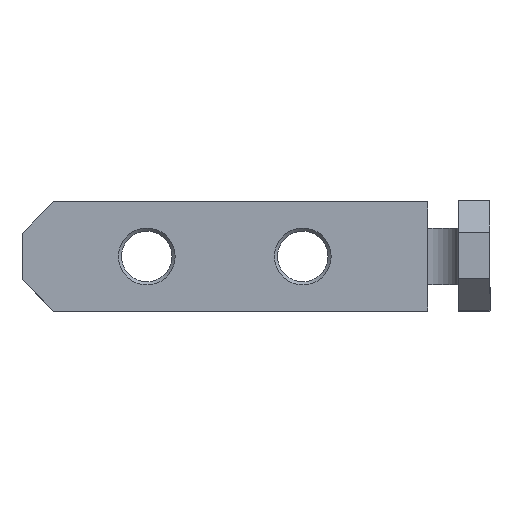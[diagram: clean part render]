
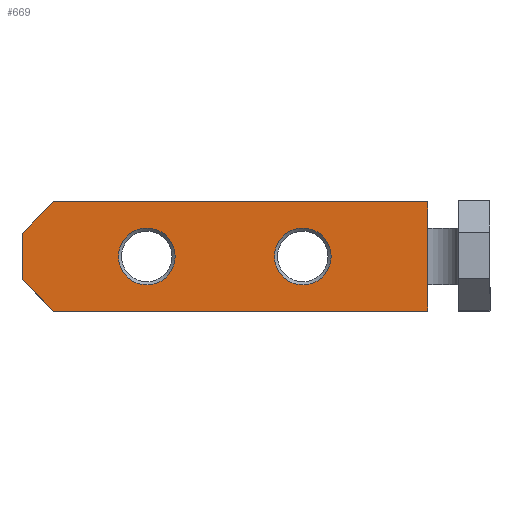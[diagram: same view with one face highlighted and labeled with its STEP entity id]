
A CAD part, top view. The second image highlights one B-rep face of the part: STEP entity #669.
In plain terms, the highlighted planar face has unit normal (0, 0, 1).
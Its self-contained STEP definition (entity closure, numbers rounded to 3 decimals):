
#33=FACE_BOUND('',#122,.T.);
#34=FACE_BOUND('',#123,.T.);
#38=PLANE('',#752);
#73=FACE_OUTER_BOUND('',#121,.T.);
#121=EDGE_LOOP('',(#554,#555,#556,#557,#558,#559,#560,#561));
#122=EDGE_LOOP('',(#562));
#123=EDGE_LOOP('',(#563));
#182=LINE('',#1114,#246);
#183=LINE('',#1116,#247);
#184=LINE('',#1118,#248);
#185=LINE('',#1120,#249);
#186=LINE('',#1122,#250);
#187=LINE('',#1124,#251);
#188=LINE('',#1126,#252);
#189=LINE('',#1127,#253);
#246=VECTOR('',#906,10.);
#247=VECTOR('',#907,10.);
#248=VECTOR('',#908,10.);
#249=VECTOR('',#909,10.);
#250=VECTOR('',#910,10.);
#251=VECTOR('',#911,10.);
#252=VECTOR('',#912,10.);
#253=VECTOR('',#913,10.);
#295=CIRCLE('',#751,1.821);
#296=CIRCLE('',#753,1.821);
#349=VERTEX_POINT('',#1108);
#350=VERTEX_POINT('',#1112);
#351=VERTEX_POINT('',#1113);
#352=VERTEX_POINT('',#1115);
#353=VERTEX_POINT('',#1117);
#354=VERTEX_POINT('',#1119);
#355=VERTEX_POINT('',#1121);
#356=VERTEX_POINT('',#1123);
#357=VERTEX_POINT('',#1125);
#358=VERTEX_POINT('',#1128);
#421=EDGE_CURVE('',#349,#349,#295,.T.);
#423=EDGE_CURVE('',#350,#351,#182,.T.);
#424=EDGE_CURVE('',#352,#350,#183,.T.);
#425=EDGE_CURVE('',#353,#352,#184,.T.);
#426=EDGE_CURVE('',#354,#353,#185,.T.);
#427=EDGE_CURVE('',#354,#355,#186,.T.);
#428=EDGE_CURVE('',#355,#356,#187,.T.);
#429=EDGE_CURVE('',#356,#357,#188,.T.);
#430=EDGE_CURVE('',#351,#357,#189,.T.);
#431=EDGE_CURVE('',#358,#358,#296,.T.);
#554=ORIENTED_EDGE('',*,*,#423,.F.);
#555=ORIENTED_EDGE('',*,*,#424,.F.);
#556=ORIENTED_EDGE('',*,*,#425,.F.);
#557=ORIENTED_EDGE('',*,*,#426,.F.);
#558=ORIENTED_EDGE('',*,*,#427,.T.);
#559=ORIENTED_EDGE('',*,*,#428,.T.);
#560=ORIENTED_EDGE('',*,*,#429,.T.);
#561=ORIENTED_EDGE('',*,*,#430,.F.);
#562=ORIENTED_EDGE('',*,*,#431,.F.);
#563=ORIENTED_EDGE('',*,*,#421,.F.);
#669=ADVANCED_FACE('',(#73,#33,#34),#38,.T.);
#751=AXIS2_PLACEMENT_3D('',#1109,#901,#902);
#752=AXIS2_PLACEMENT_3D('',#1111,#904,#905);
#753=AXIS2_PLACEMENT_3D('',#1129,#914,#915);
#901=DIRECTION('center_axis',(0.,0.,1.));
#902=DIRECTION('ref_axis',(-1.,0.,0.));
#904=DIRECTION('center_axis',(0.,0.,1.));
#905=DIRECTION('ref_axis',(1.,0.,0.));
#906=DIRECTION('',(0.707,0.707,0.));
#907=DIRECTION('',(0.,1.,0.));
#908=DIRECTION('',(-0.707,0.707,0.));
#909=DIRECTION('',(-1.,0.,0.));
#910=DIRECTION('',(0.,1.,0.));
#911=DIRECTION('',(0.,1.,0.));
#912=DIRECTION('',(0.,1.,0.));
#913=DIRECTION('',(1.,0.,0.));
#914=DIRECTION('center_axis',(0.,0.,1.));
#915=DIRECTION('ref_axis',(-1.,0.,0.));
#1108=CARTESIAN_POINT('',(-20.179,0.,2.));
#1109=CARTESIAN_POINT('Origin',(-22.,0.,2.));
#1111=CARTESIAN_POINT('Origin',(-15.,0.,2.));
#1112=CARTESIAN_POINT('',(-30.,1.5,2.));
#1113=CARTESIAN_POINT('',(-28.,3.5,2.));
#1114=CARTESIAN_POINT('',(-26.125,5.375,2.));
#1115=CARTESIAN_POINT('',(-30.,-1.5,2.));
#1116=CARTESIAN_POINT('',(-30.,3.5,2.));
#1117=CARTESIAN_POINT('',(-28.,-3.5,2.));
#1118=CARTESIAN_POINT('',(-26.125,-5.375,2.));
#1119=CARTESIAN_POINT('',(-4.,-3.5,2.));
#1120=CARTESIAN_POINT('',(-30.,-3.5,2.));
#1121=CARTESIAN_POINT('',(-4.,-1.8,2.));
#1122=CARTESIAN_POINT('',(-4.,1.75,2.));
#1123=CARTESIAN_POINT('',(-4.,1.8,2.));
#1124=CARTESIAN_POINT('',(-4.,1.75,2.));
#1125=CARTESIAN_POINT('',(-4.,3.5,2.));
#1126=CARTESIAN_POINT('',(-4.,1.75,2.));
#1127=CARTESIAN_POINT('',(0.,3.5,2.));
#1128=CARTESIAN_POINT('',(-10.179,0.,2.));
#1129=CARTESIAN_POINT('Origin',(-12.,0.,2.));
